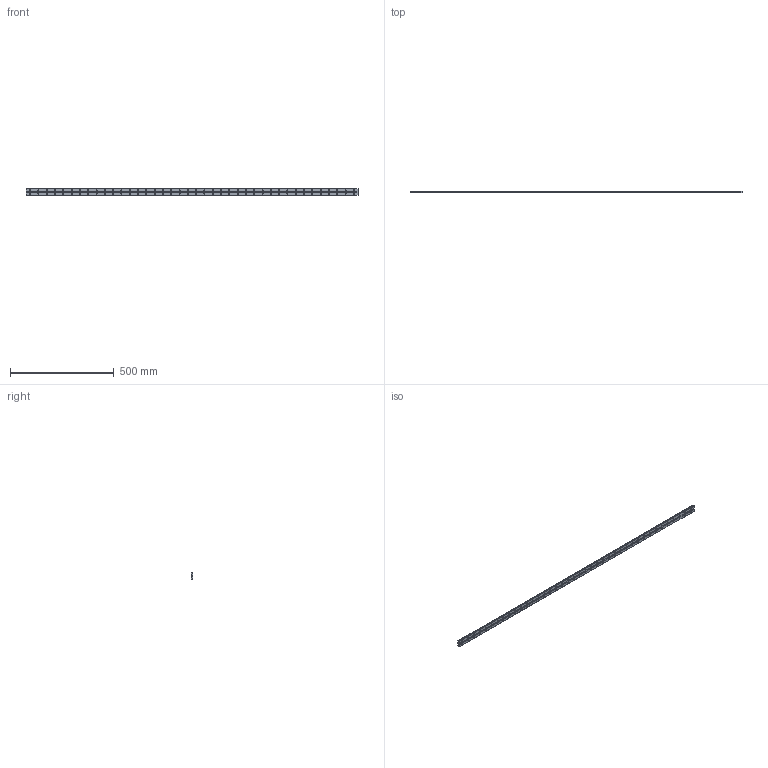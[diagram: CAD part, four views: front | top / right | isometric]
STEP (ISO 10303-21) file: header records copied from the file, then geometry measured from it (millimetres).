
FILE_DESCRIPTION (( 'STEP AP214' ), '1' );
FILE_NAME ('HRW17CA1UU-1600L_G20_0_PB107_774-6_0_0_0_1.STEP', '2021-07-01T11:25:30', ( '' ), ( '' ), 'SwSTEP 2.0', 'SolidWorks 2021', '' );
FILE_SCHEMA (( 'AUTOMOTIVE_DESIGN' ));
Length unit declared in the file: millimetre
Products named in the file (2): HRW17CA1UU-1600L_G20_0_PB107_774-6_0_0_0_1; _HRW17CA160020 Track
Assembly tree (1 placements, depth 2):
  HRW17CA1UU-1600L_G20_0_PB107_774-6_0_0_0_1
    _HRW17CA160020 Track
Bounding box: 1600 x 9 x 33 mm (x, y, z)
Volume: 414664.9 mm3; surface area: 151052 mm2
Topology: 1 solids, 1 shells, 434 faces, 1056 edges, 704 vertices
Faces by surface type: cylinder 324, plane 110
Entity records: 13474 total; most frequent: DIRECTION 2580, CARTESIAN_POINT 2198, ORIENTED_EDGE 2112, AXIS2_PLACEMENT_3D 1086, EDGE_CURVE 1056, VERTEX_POINT 704, EDGE_LOOP 674, CIRCLE 648
